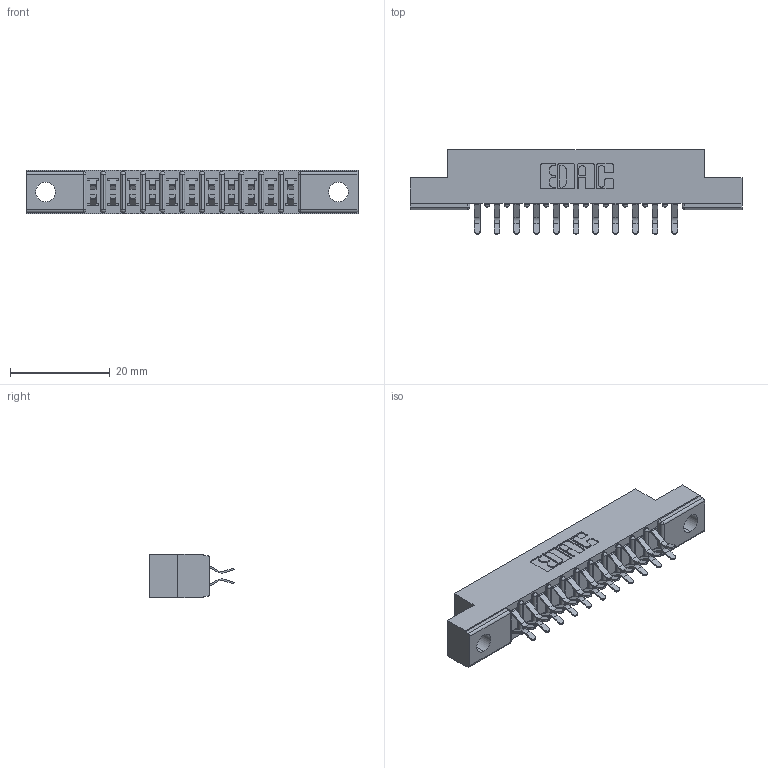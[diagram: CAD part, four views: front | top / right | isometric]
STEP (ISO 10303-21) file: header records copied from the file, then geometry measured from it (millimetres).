
FILE_DESCRIPTION (( 'STEP AP203' ), '1' );
FILE_NAME ('307-022-556-202.STEP', '2019-09-05T21:34:18', ( '' ), ( '' ), 'SwSTEP 2.0', 'SolidWorks 2016', '' );
FILE_SCHEMA (( 'CONFIG_CONTROL_DESIGN' ));
Length unit declared in the file: inch
Products named in the file (3): 307 Part_.128 Dia Mounting Holes; 307-022-556-202; 307-290-001_556
Assembly tree (23 placements, depth 2):
  307-022-556-202
    307 Part_.128 Dia Mounting Holes
    307-290-001_556  x22
Bounding box: 66.6 x 16.97 x 8.71 mm (x, y, z)
Volume: 4265.7 mm3; surface area: 6785.4 mm2
Topology: 23 solids, 23 shells, 1230 faces, 3447 edges, 2234 vertices
Faces by surface type: plane 796, cylinder 410, sphere 24
Entity records: 13710 total; most frequent: CARTESIAN_POINT 2251, ORIENTED_EDGE 2226, DIRECTION 2219, EDGE_CURVE 1113, LINE 839, VECTOR 839, VERTEX_POINT 722, AXIS2_PLACEMENT_3D 690
